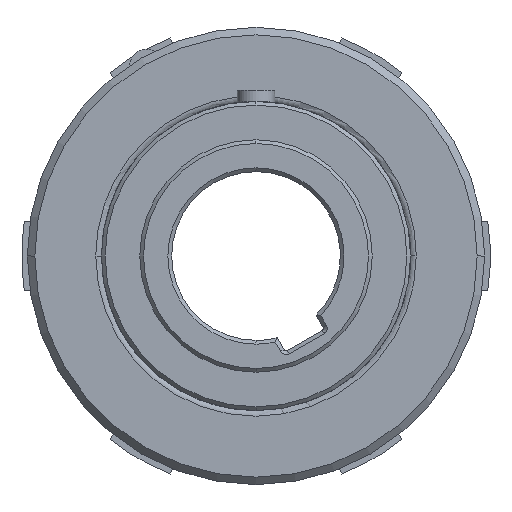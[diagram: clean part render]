
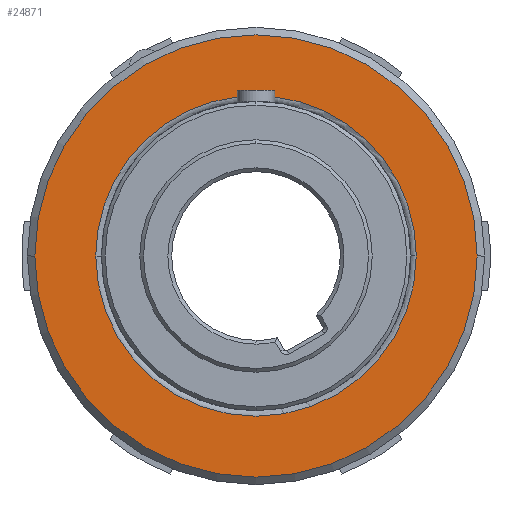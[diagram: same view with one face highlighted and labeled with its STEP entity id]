
A CAD part, left-side view. The second image highlights one B-rep face of the part: STEP entity #24871.
In plain terms, the highlighted planar face has unit normal (-1, 0, 0).
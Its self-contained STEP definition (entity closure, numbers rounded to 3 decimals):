
#9975 = FACE_OUTER_BOUND ( 'NONE', #24872, .T. ) ;
#9981 = PLANE ( 'NONE',  #10037 ) ;
#10029 = DIRECTION ( 'NONE',  ( 0., 1., 0. ) ) ;
#10030 = DIRECTION ( 'NONE',  ( -1., 0., 0. ) ) ;
#10031 = AXIS2_PLACEMENT_3D ( 'NONE', #10035, #10030, #10029 ) ;
#10032 = CIRCLE ( 'NONE', #10031, 59. ) ;
#10033 = DIRECTION ( 'NONE',  ( 0., 1., 0. ) ) ;
#10034 = DIRECTION ( 'NONE',  ( 1., 0., 0. ) ) ;
#10035 = CARTESIAN_POINT ( 'NONE',  ( -93., 0., 0. ) ) ;
#10036 = CARTESIAN_POINT ( 'NONE',  ( -93., 0., -134.341 ) ) ;
#10037 = AXIS2_PLACEMENT_3D ( 'NONE', #10036, #10034, #10033 ) ;
#10038 = FACE_BOUND ( 'NONE', #24875, .T. ) ;
#10045 = CARTESIAN_POINT ( 'NONE',  ( -93., 5., 44.25 ) ) ;
#10099 = DIRECTION ( 'NONE',  ( 0., 1., 0. ) ) ;
#10100 = VECTOR ( 'NONE', #10099, 1000. ) ;
#10101 = CARTESIAN_POINT ( 'NONE',  ( -93., 0., 44.25 ) ) ;
#10102 = LINE ( 'NONE', #10101, #10100 ) ;
#10104 = CARTESIAN_POINT ( 'NONE',  ( -93., 5., 42.457 ) ) ;
#10105 = DIRECTION ( 'NONE',  ( 0., 1., 0. ) ) ;
#10106 = DIRECTION ( 'NONE',  ( 1., 0., 0. ) ) ;
#10107 = CARTESIAN_POINT ( 'NONE',  ( -93., 0., 0. ) ) ;
#10108 = AXIS2_PLACEMENT_3D ( 'NONE', #10107, #10106, #10105 ) ;
#10109 = CIRCLE ( 'NONE', #10108, 42.75 ) ;
#10115 = CARTESIAN_POINT ( 'NONE',  ( -93., -5., 44.25 ) ) ;
#10116 = DIRECTION ( 'NONE',  ( 0., 0., 1. ) ) ;
#10117 = VECTOR ( 'NONE', #10116, 1000. ) ;
#10118 = CARTESIAN_POINT ( 'NONE',  ( -93., -5., -134.341 ) ) ;
#10119 = LINE ( 'NONE', #10118, #10117 ) ;
#10161 = DIRECTION ( 'NONE',  ( 0., 0., 1. ) ) ;
#10162 = VECTOR ( 'NONE', #10161, 1000. ) ;
#10163 = CARTESIAN_POINT ( 'NONE',  ( -93., 5., -134.341 ) ) ;
#10164 = LINE ( 'NONE', #10163, #10162 ) ;
#14989 = CARTESIAN_POINT ( 'NONE',  ( -93., -59., 0. ) ) ;
#14990 = DIRECTION ( 'NONE',  ( 0., 1., 0. ) ) ;
#14991 = DIRECTION ( 'NONE',  ( -1., 0., 0. ) ) ;
#14992 = CARTESIAN_POINT ( 'NONE',  ( -93., 0., 0. ) ) ;
#14993 = AXIS2_PLACEMENT_3D ( 'NONE', #14992, #14991, #14990 ) ;
#14994 = CIRCLE ( 'NONE', #14993, 59. ) ;
#14995 = CARTESIAN_POINT ( 'NONE',  ( -93., 59., 0. ) ) ;
#15467 = CARTESIAN_POINT ( 'NONE',  ( -93., -42.75, 0. ) ) ;
#15707 = CARTESIAN_POINT ( 'NONE',  ( -93., 0., 0. ) ) ;
#15708 = AXIS2_PLACEMENT_3D ( 'NONE', #15707, #15771, #15770 ) ;
#15709 = CIRCLE ( 'NONE', #15708, 42.75 ) ;
#15769 = CARTESIAN_POINT ( 'NONE',  ( -93., -5., 42.457 ) ) ;
#15770 = DIRECTION ( 'NONE',  ( 0., 1., 0. ) ) ;
#15771 = DIRECTION ( 'NONE',  ( 1., 0., 0. ) ) ;
#15914 = DIRECTION ( 'NONE',  ( 0., 1., 0. ) ) ;
#15915 = DIRECTION ( 'NONE',  ( 1., 0., 0. ) ) ;
#15916 = CARTESIAN_POINT ( 'NONE',  ( -93., 0., 0. ) ) ;
#15917 = AXIS2_PLACEMENT_3D ( 'NONE', #15916, #15915, #15914 ) ;
#15918 = CIRCLE ( 'NONE', #15917, 42.75 ) ;
#15940 = CARTESIAN_POINT ( 'NONE',  ( -93., 42.75, 0. ) ) ;
#24871 = ADVANCED_FACE ( 'NONE', ( #9975, #10038 ), #9981, .F. ) ;
#24872 = EDGE_LOOP ( 'NONE', ( #24873, #24919 ) ) ;
#24873 = ORIENTED_EDGE ( 'NONE', *, *, #24874, .T. ) ;
#24874 = EDGE_CURVE ( 'NONE', #27812, #27818, #10032, .T. ) ;
#24875 = EDGE_LOOP ( 'NONE', ( #24921, #24926, #24927, #24928, #24933, #24896 ) ) ;
#24895 = VERTEX_POINT ( 'NONE', #10045 ) ;
#24896 = ORIENTED_EDGE ( 'NONE', *, *, #24900, .F. ) ;
#24900 = EDGE_CURVE ( 'NONE', #24925, #24895, #10102, .T. ) ;
#24919 = ORIENTED_EDGE ( 'NONE', *, *, #27815, .T. ) ;
#24921 = ORIENTED_EDGE ( 'NONE', *, *, #24924, .F. ) ;
#24924 = EDGE_CURVE ( 'NONE', #28175, #24925, #10119, .T. ) ;
#24925 = VERTEX_POINT ( 'NONE', #10115 ) ;
#24926 = ORIENTED_EDGE ( 'NONE', *, *, #28174, .T. ) ;
#24927 = ORIENTED_EDGE ( 'NONE', *, *, #28250, .T. ) ;
#24928 = ORIENTED_EDGE ( 'NONE', *, *, #24930, .T. ) ;
#24930 = EDGE_CURVE ( 'NONE', #28268, #24931, #10109, .T. ) ;
#24931 = VERTEX_POINT ( 'NONE', #10104 ) ;
#24933 = ORIENTED_EDGE ( 'NONE', *, *, #24936, .T. ) ;
#24936 = EDGE_CURVE ( 'NONE', #24931, #24895, #10164, .T. ) ;
#27812 = VERTEX_POINT ( 'NONE', #14995 ) ;
#27815 = EDGE_CURVE ( 'NONE', #27818, #27812, #14994, .T. ) ;
#27818 = VERTEX_POINT ( 'NONE', #14989 ) ;
#28052 = VERTEX_POINT ( 'NONE', #15467 ) ;
#28174 = EDGE_CURVE ( 'NONE', #28175, #28052, #15709, .T. ) ;
#28175 = VERTEX_POINT ( 'NONE', #15769 ) ;
#28250 = EDGE_CURVE ( 'NONE', #28052, #28268, #15918, .T. ) ;
#28268 = VERTEX_POINT ( 'NONE', #15940 ) ;
